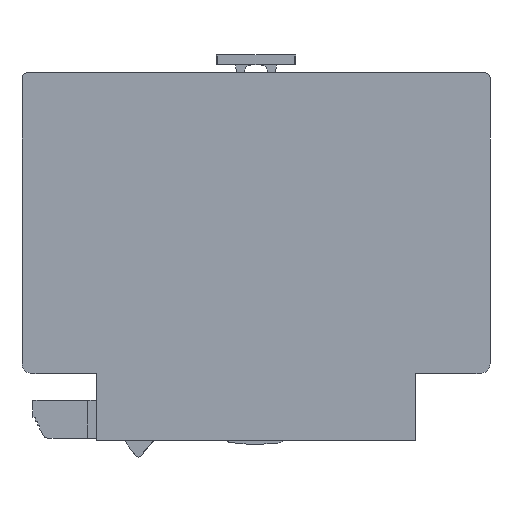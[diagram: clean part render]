
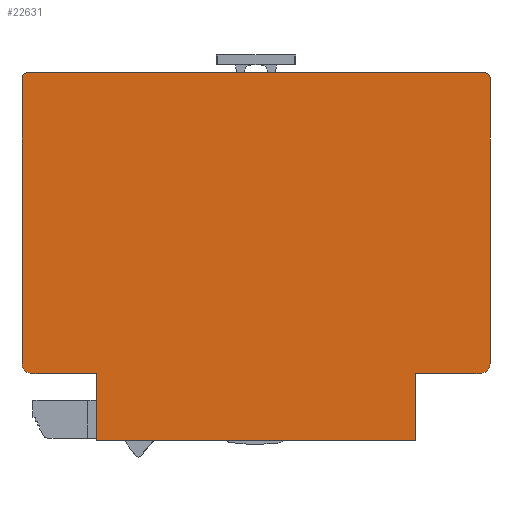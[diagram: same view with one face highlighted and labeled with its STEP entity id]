
A CAD part, left-side view. The second image highlights one B-rep face of the part: STEP entity #22631.
In plain terms, the highlighted planar face has unit normal (-1, 0, 0).
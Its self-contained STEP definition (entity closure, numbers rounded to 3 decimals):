
#80=CARTESIAN_POINT('',(0.,46.,7.7));
#81=DIRECTION('',(-1.,0.,0.));
#82=DIRECTION('',(0.,1.,0.));
#83=AXIS2_PLACEMENT_3D('',#80,#81,#82);
#88=DIRECTION('',(0.,0.,-1.));
#89=VECTOR('',#88,28.7);
#90=CARTESIAN_POINT('',(0.,47.,36.4));
#91=LINE('',#90,#89);
#95=CARTESIAN_POINT('',(0.,46.5,36.4));
#96=DIRECTION('',(-1.,0.,0.));
#97=DIRECTION('',(0.,0.,1.));
#98=AXIS2_PLACEMENT_3D('',#95,#96,#97);
#103=DIRECTION('',(0.,1.,0.));
#104=VECTOR('',#103,46.);
#105=CARTESIAN_POINT('',(0.,0.5,36.9));
#106=LINE('',#105,#104);
#110=CARTESIAN_POINT('',(0.,0.5,36.4));
#111=DIRECTION('',(-1.,0.,0.));
#112=DIRECTION('',(0.,-1.,0.));
#113=AXIS2_PLACEMENT_3D('',#110,#111,#112);
#118=DIRECTION('',(0.,0.,1.));
#119=VECTOR('',#118,28.7);
#120=CARTESIAN_POINT('',(0.,0.,7.7));
#121=LINE('',#120,#119);
#125=CARTESIAN_POINT('',(0.,1.,7.7));
#126=DIRECTION('',(-1.,0.,0.));
#127=DIRECTION('',(0.,0.,-1.));
#128=AXIS2_PLACEMENT_3D('',#125,#126,#127);
#133=DIRECTION('',(0.,-1.,0.));
#134=VECTOR('',#133,6.5);
#135=CARTESIAN_POINT('',(0.,7.5,6.7));
#136=LINE('',#135,#134);
#140=DIRECTION('',(0.,0.,1.));
#141=VECTOR('',#140,6.7);
#142=CARTESIAN_POINT('',(0.,7.5,0.));
#143=LINE('',#142,#141);
#147=DIRECTION('',(0.,-1.,0.));
#148=VECTOR('',#147,32.);
#149=CARTESIAN_POINT('',(0.,39.5,0.));
#150=LINE('',#149,#148);
#154=DIRECTION('',(0.,0.,-1.));
#155=VECTOR('',#154,6.7);
#156=CARTESIAN_POINT('',(0.,39.5,6.7));
#157=LINE('',#156,#155);
#161=DIRECTION('',(0.,-1.,0.));
#162=VECTOR('',#161,6.5);
#163=CARTESIAN_POINT('',(0.,46.,6.7));
#164=LINE('',#163,#162);
#19159=CARTESIAN_POINT('',(0.,47.,7.7));
#19160=CARTESIAN_POINT('',(0.,46.,6.7));
#19161=VERTEX_POINT('',#19159);
#19162=VERTEX_POINT('',#19160);
#19163=CARTESIAN_POINT('',(0.,39.5,6.7));
#19164=VERTEX_POINT('',#19163);
#19165=CARTESIAN_POINT('',(0.,39.5,0.));
#19166=VERTEX_POINT('',#19165);
#19167=CARTESIAN_POINT('',(0.,7.5,0.));
#19168=VERTEX_POINT('',#19167);
#19169=CARTESIAN_POINT('',(0.,7.5,6.7));
#19170=VERTEX_POINT('',#19169);
#19171=CARTESIAN_POINT('',(0.,1.,6.7));
#19172=VERTEX_POINT('',#19171);
#19173=CARTESIAN_POINT('',(0.,0.,7.7));
#19174=VERTEX_POINT('',#19173);
#19175=CARTESIAN_POINT('',(0.,0.,36.4));
#19176=VERTEX_POINT('',#19175);
#19177=CARTESIAN_POINT('',(0.,0.5,36.9));
#19178=VERTEX_POINT('',#19177);
#19179=CARTESIAN_POINT('',(0.,46.5,36.9));
#19180=VERTEX_POINT('',#19179);
#19181=CARTESIAN_POINT('',(0.,47.,36.4));
#19182=VERTEX_POINT('',#19181);
#22600=CARTESIAN_POINT('',(0.,0.,0.));
#22601=DIRECTION('',(-1.,0.,0.));
#22602=DIRECTION('',(0.,0.,1.));
#22603=AXIS2_PLACEMENT_3D('',#22600,#22601,#22602);
#22604=PLANE('',#22603);
#22606=ORIENTED_EDGE('',*,*,#22605,.F.);
#22608=ORIENTED_EDGE('',*,*,#22607,.F.);
#22610=ORIENTED_EDGE('',*,*,#22609,.F.);
#22612=ORIENTED_EDGE('',*,*,#22611,.F.);
#22614=ORIENTED_EDGE('',*,*,#22613,.F.);
#22616=ORIENTED_EDGE('',*,*,#22615,.F.);
#22618=ORIENTED_EDGE('',*,*,#22617,.F.);
#22620=ORIENTED_EDGE('',*,*,#22619,.F.);
#22622=ORIENTED_EDGE('',*,*,#22621,.F.);
#22624=ORIENTED_EDGE('',*,*,#22623,.F.);
#22626=ORIENTED_EDGE('',*,*,#22625,.F.);
#22628=ORIENTED_EDGE('',*,*,#22627,.F.);
#22629=EDGE_LOOP('',(#22606,#22608,#22610,#22612,#22614,#22616,#22618,#22620,
#22622,#22624,#22626,#22628));
#22630=FACE_OUTER_BOUND('',#22629,.F.);
#84=CIRCLE('',#83,1.);
#99=CIRCLE('',#98,0.5);
#114=CIRCLE('',#113,0.5);
#129=CIRCLE('',#128,1.);
#22605=EDGE_CURVE('',#19161,#19162,#84,.T.);
#22607=EDGE_CURVE('',#19182,#19161,#91,.T.);
#22609=EDGE_CURVE('',#19180,#19182,#99,.T.);
#22611=EDGE_CURVE('',#19178,#19180,#106,.T.);
#22613=EDGE_CURVE('',#19176,#19178,#114,.T.);
#22615=EDGE_CURVE('',#19174,#19176,#121,.T.);
#22617=EDGE_CURVE('',#19172,#19174,#129,.T.);
#22619=EDGE_CURVE('',#19170,#19172,#136,.T.);
#22621=EDGE_CURVE('',#19168,#19170,#143,.T.);
#22623=EDGE_CURVE('',#19166,#19168,#150,.T.);
#22625=EDGE_CURVE('',#19164,#19166,#157,.T.);
#22627=EDGE_CURVE('',#19162,#19164,#164,.T.);
#22631=ADVANCED_FACE('',(#22630),#22604,.T.);
